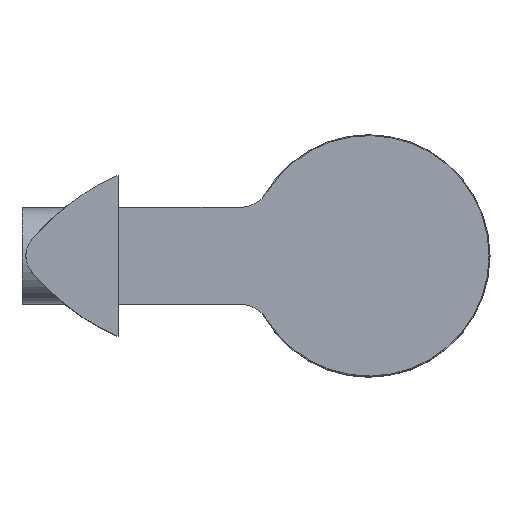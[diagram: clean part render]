
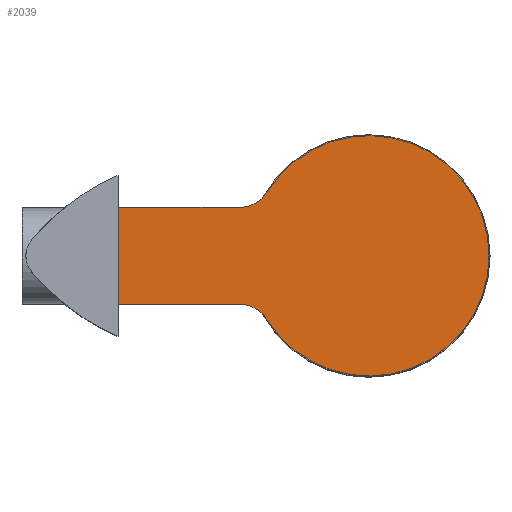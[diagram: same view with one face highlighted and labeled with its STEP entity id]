
A CAD part, top view. The second image highlights one B-rep face of the part: STEP entity #2039.
In plain terms, the highlighted planar face has unit normal (0, 0, 1).
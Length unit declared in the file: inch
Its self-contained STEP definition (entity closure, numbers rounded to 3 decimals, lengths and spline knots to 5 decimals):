
#1374=CARTESIAN_POINT('',(0.44432,0.17016,0.));
#1375=VERTEX_POINT('',#1374);
#1391=CARTESIAN_POINT('',(0.39561,0.1575,0.));
#1392=VERTEX_POINT('',#1391);
#1399=CARTESIAN_POINT('',(0.39561,0.2575,0.));
#1400=DIRECTION('',(0.,0.,1.));
#1401=DIRECTION('',(0.487,-0.873,0.));
#1402=AXIS2_PLACEMENT_3D('',#1399,#1400,#1401);
#1403=CIRCLE('',#1402,0.1);
#1404=EDGE_CURVE('',#1392,#1375,#1403,.T.);
#1416=CARTESIAN_POINT('',(0.44432,-0.17016,0.));
#1417=VERTEX_POINT('',#1416);
#1433=CARTESIAN_POINT('',(0.48069,-0.20495,0.));
#1434=VERTEX_POINT('',#1433);
#1441=CARTESIAN_POINT('',(0.39561,-0.2575,0.));
#1442=DIRECTION('',(0.,0.,1.));
#1443=DIRECTION('',(0.487,0.873,0.));
#1444=AXIS2_PLACEMENT_3D('',#1441,#1442,#1443);
#1445=CIRCLE('',#1444,0.1);
#1446=EDGE_CURVE('',#1434,#1417,#1445,.T.);
#1650=CARTESIAN_POINT('',(0.48069,0.20495,0.));
#1651=VERTEX_POINT('',#1650);
#1658=CARTESIAN_POINT('',(1.2025,0.,0.));
#1659=VERTEX_POINT('',#1658);
#1660=CARTESIAN_POINT('',(0.8125,0.,0.));
#1661=DIRECTION('',(0.0,0.0,-1.0));
#1662=DIRECTION('',(1.0,0.0,0.0));
#1663=AXIS2_PLACEMENT_3D('',#1660,#1661,#1662);
#1664=CIRCLE('',#1663,0.39);
#1665=EDGE_CURVE('',#1651,#1659,#1664,.T.);
#1695=CARTESIAN_POINT('',(0.,0.1575,0.));
#1696=VERTEX_POINT('',#1695);
#1713=CARTESIAN_POINT('',(0.,-0.1575,0.));
#1714=VERTEX_POINT('',#1713);
#1721=CARTESIAN_POINT('',(0.,-0.1575,0.));
#1722=DIRECTION('',(0.0,1.0,0.0));
#1723=VECTOR('',#1722,0.315);
#1724=LINE('',#1721,#1723);
#1725=EDGE_CURVE('',#1714,#1696,#1724,.T.);
#1783=CARTESIAN_POINT('',(0.,0.1575,0.));
#1784=DIRECTION('',(1.0,0.0,0.0));
#1785=VECTOR('',#1784,0.39561);
#1786=LINE('',#1783,#1785);
#1787=EDGE_CURVE('',#1696,#1392,#1786,.T.);
#1840=CARTESIAN_POINT('',(0.8125,0.,0.));
#1841=DIRECTION('',(0.0,0.0,-1.0));
#1842=DIRECTION('',(1.0,0.0,0.0));
#1843=AXIS2_PLACEMENT_3D('',#1840,#1841,#1842);
#1844=CIRCLE('',#1843,0.39);
#1845=EDGE_CURVE('',#1659,#1434,#1844,.T.);
#1955=CARTESIAN_POINT('',(0.39561,-0.1575,0.));
#1956=VERTEX_POINT('',#1955);
#1957=CARTESIAN_POINT('',(0.39561,-0.2575,0.));
#1958=DIRECTION('',(0.,0.,1.));
#1959=DIRECTION('',(0.487,0.873,0.));
#1960=AXIS2_PLACEMENT_3D('',#1957,#1958,#1959);
#1961=CIRCLE('',#1960,0.1);
#1962=EDGE_CURVE('',#1417,#1956,#1961,.T.);
#1982=CARTESIAN_POINT('',(0.39561,-0.1575,0.));
#1983=DIRECTION('',(-1.0,0.0,0.0));
#1984=VECTOR('',#1983,0.39561);
#1985=LINE('',#1982,#1984);
#1986=EDGE_CURVE('',#1956,#1714,#1985,.T.);
#1997=CARTESIAN_POINT('',(0.39561,0.2575,0.));
#1998=DIRECTION('',(0.,0.,1.));
#1999=DIRECTION('',(0.487,-0.873,0.));
#2000=AXIS2_PLACEMENT_3D('',#1997,#1998,#1999);
#2001=CIRCLE('',#2000,0.1);
#2002=EDGE_CURVE('',#1375,#1651,#2001,.T.);
#2023=CARTESIAN_POINT('',(1.2025,0.,0.));
#2024=DIRECTION('',(0.0,0.0,1.0));
#2025=DIRECTION('',(1.0,0.0,0.0));
#2026=AXIS2_PLACEMENT_3D('',#2023,#2024,#2025);
#2027=PLANE('',#2026);
#2028=ORIENTED_EDGE('',*,*,#1725,.F.);
#2029=ORIENTED_EDGE('',*,*,#1986,.F.);
#2030=ORIENTED_EDGE('',*,*,#1962,.F.);
#2031=ORIENTED_EDGE('',*,*,#1446,.F.);
#2032=ORIENTED_EDGE('',*,*,#1845,.F.);
#2033=ORIENTED_EDGE('',*,*,#1665,.F.);
#2034=ORIENTED_EDGE('',*,*,#2002,.F.);
#2035=ORIENTED_EDGE('',*,*,#1404,.F.);
#2036=ORIENTED_EDGE('',*,*,#1787,.F.);
#2037=EDGE_LOOP('',(#2028,#2029,#2030,#2031,#2032,#2033,#2034,#2035,#2036));
#2038=FACE_OUTER_BOUND('',#2037,.T.);
#2039=ADVANCED_FACE('',(#2038),#2027,.T.);
